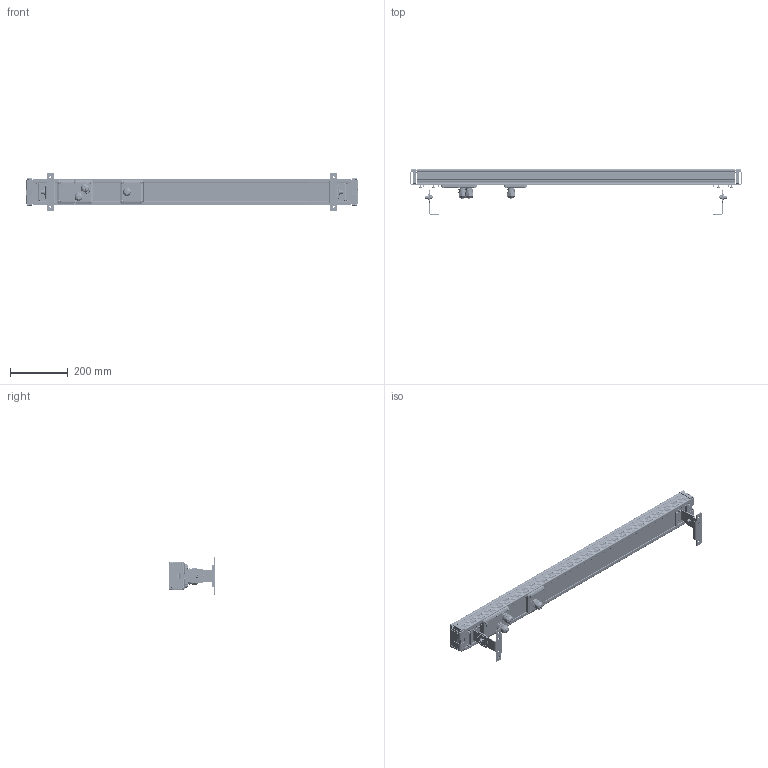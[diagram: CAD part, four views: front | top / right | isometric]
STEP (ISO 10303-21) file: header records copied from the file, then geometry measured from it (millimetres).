
FILE_DESCRIPTION (( 'STEP AP214' ), '1' );
FILE_NAME ('MD4-0124T-1.STEP', '2022-08-19T12:50:40', ( '' ), ( '' ), 'SwSTEP 2.0', 'SolidWorks 2021', '' );
FILE_SCHEMA (( 'AUTOMOTIVE_DESIGN' ));
Length unit declared in the file: inch
Products named in the file (1): MD4-0124T-1
Bounding box: 1148.33 x 160.64 x 132.08 mm (x, y, z)
Volume: 1371352.3 mm3; surface area: 1063691.4 mm2
Topology: 79 solids, 79 shells, 5948 faces, 14572 edges, 8732 vertices
Faces by surface type: cylinder 1983, plane 1735, bspline 1519, cone 711
Full cylindrical faces by diameter (mm): 2.32 x112, 3 x10, 3.454 x10, 3.5 x10, 3.658 x8, 4.039 x4, 4.05 x10, 4.14 x1, 4.166 x1, 4.2 x10, 4.724 x10, 4.826 x20, 5.105 x38, 5.5 x3, 5.558 x1, 5.6 x8, 6.528 x2, 6.756 x12, 7.1 x3, 7.142 x12, 7.937 x3, 7.938 x7, 8 x20, 8.2 x10, 8.433 x2, 8.738 x2, 9.6 x3, 10.43 x2, 10.49 x2, 11.908 x2
Entity records: 210817 total; most frequent: CARTESIAN_POINT 88104, ORIENTED_EDGE 25830, DIRECTION 22773, EDGE_CURVE 12915, AXIS2_PLACEMENT_3D 8687, VERTEX_POINT 8299, EDGE_LOOP 7416, FACE_OUTER_BOUND 6490
